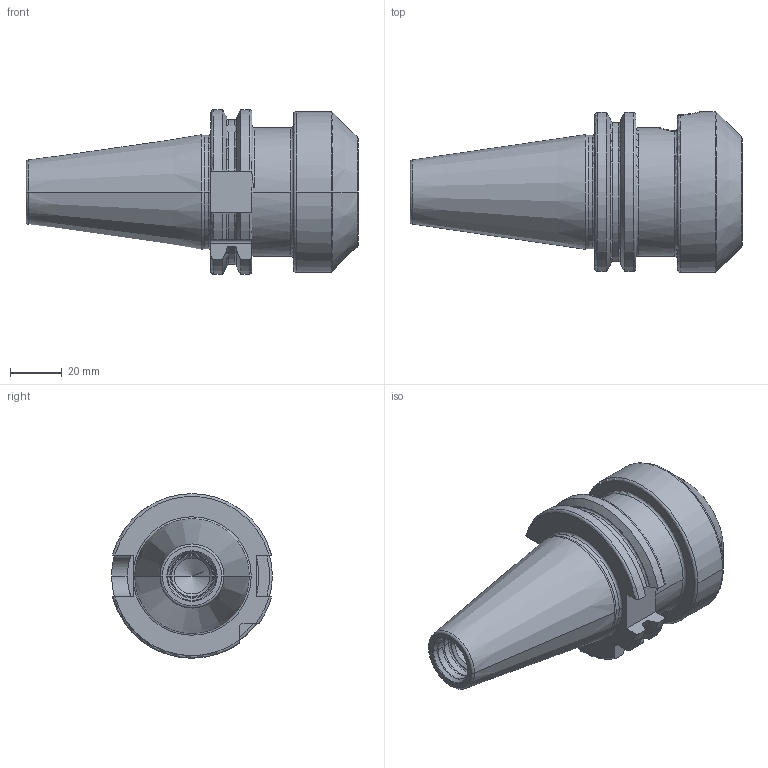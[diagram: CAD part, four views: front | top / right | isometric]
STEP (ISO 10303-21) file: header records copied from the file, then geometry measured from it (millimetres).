
FILE_DESCRIPTION((''),'2;1');
FILE_NAME('40-305-25','2011-08-31T',('mei'),(''),'PRO/ENGINEER BY PARAMETRIC TECHNOLOGY CORPORATION, 2010430','PRO/ENGINEER BY PARAMETRIC TECHNOLOGY CORPORATION, 2010430','');
FILE_SCHEMA(('CONFIG_CONTROL_DESIGN'));
Length unit declared in the file: millimetre
Products named in the file (1): 40-305-25
Bounding box: 128.25 x 62 x 63.51 mm (x, y, z)
Volume: 170254.2 mm3; surface area: 34144.3 mm2
Topology: 1 solids, 3 shells, 106 faces, 281 edges, 177 vertices
Faces by surface type: torus 31, cylinder 30, plane 25, cone 20
Entity records: 3791 total; most frequent: CARTESIAN_POINT 1149, DIRECTION 554, ORIENTED_EDGE 542, EDGE_CURVE 279, AXIS2_PLACEMENT_3D 228, VERTEX_POINT 177, CIRCLE 121, EDGE_LOOP 110
